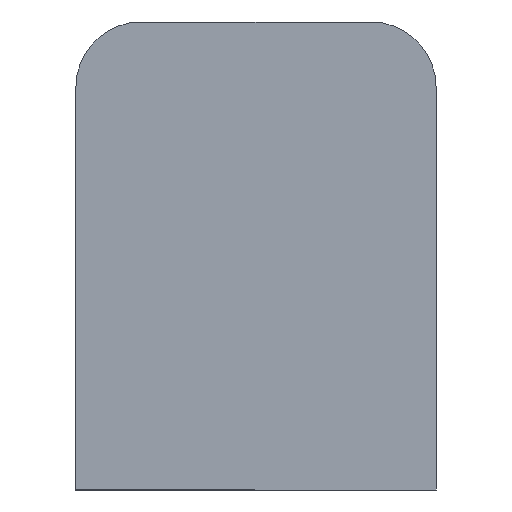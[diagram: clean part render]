
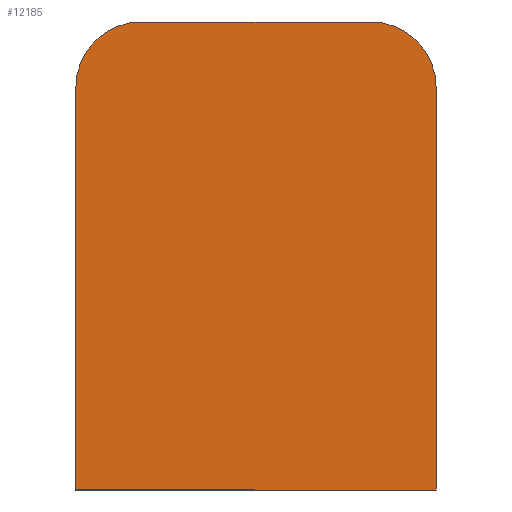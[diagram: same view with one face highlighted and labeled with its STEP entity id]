
A CAD part, front view. The second image highlights one B-rep face of the part: STEP entity #12185.
In plain terms, the highlighted planar face has unit normal (0, -1, 0).
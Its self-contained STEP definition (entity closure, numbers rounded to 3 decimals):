
#824=CIRCLE('',#13213,9.);
#827=CIRCLE('',#13219,9.);
#1508=FACE_OUTER_BOUND('',#2231,.T.);
#2231=EDGE_LOOP('',(#9888,#9889,#9890,#9891,#9892,#9893));
#3388=LINE('',#18312,#4586);
#3398=LINE('',#18339,#4596);
#3417=LINE('',#18379,#4615);
#3418=LINE('',#18381,#4616);
#4586=VECTOR('',#15446,10.);
#4596=VECTOR('',#15468,10.);
#4615=VECTOR('',#15503,10.);
#4616=VECTOR('',#15506,10.);
#5585=VERTEX_POINT('',#18302);
#5586=VERTEX_POINT('',#18304);
#5588=VERTEX_POINT('',#18310);
#5597=VERTEX_POINT('',#18332);
#5598=VERTEX_POINT('',#18333);
#5599=VERTEX_POINT('',#18338);
#7076=EDGE_CURVE('',#5585,#5586,#824,.T.);
#7080=EDGE_CURVE('',#5588,#5585,#3388,.T.);
#7090=EDGE_CURVE('',#5597,#5598,#827,.T.);
#7093=EDGE_CURVE('',#5598,#5599,#3398,.T.);
#7113=EDGE_CURVE('',#5597,#5586,#3417,.T.);
#7114=EDGE_CURVE('',#5588,#5599,#3418,.T.);
#9888=ORIENTED_EDGE('',*,*,#7076,.F.);
#9889=ORIENTED_EDGE('',*,*,#7080,.F.);
#9890=ORIENTED_EDGE('',*,*,#7114,.T.);
#9891=ORIENTED_EDGE('',*,*,#7093,.F.);
#9892=ORIENTED_EDGE('',*,*,#7090,.F.);
#9893=ORIENTED_EDGE('',*,*,#7113,.T.);
#11565=PLANE('',#13230);
#12185=ADVANCED_FACE('',(#1508),#11565,.F.);
#13213=AXIS2_PLACEMENT_3D('',#18305,#15439,#15440);
#13219=AXIS2_PLACEMENT_3D('',#18334,#15462,#15463);
#13230=AXIS2_PLACEMENT_3D('',#18382,#15507,#15508);
#15439=DIRECTION('center_axis',(0.,1.,0.));
#15440=DIRECTION('ref_axis',(-0.707,0.,0.707));
#15446=DIRECTION('',(0.,0.,1.));
#15462=DIRECTION('center_axis',(0.,1.,0.));
#15463=DIRECTION('ref_axis',(0.707,0.,0.707));
#15468=DIRECTION('',(0.,0.,-1.));
#15503=DIRECTION('',(-1.,0.,0.));
#15506=DIRECTION('',(1.,0.,0.));
#15507=DIRECTION('center_axis',(0.,1.,0.));
#15508=DIRECTION('ref_axis',(1.,0.,0.));
#18302=CARTESIAN_POINT('',(-67.,-35.,63.429));
#18304=CARTESIAN_POINT('',(-58.,-35.,72.429));
#18305=CARTESIAN_POINT('Origin',(-58.,-35.,63.429));
#18310=CARTESIAN_POINT('',(-67.,-35.,7.428));
#18312=CARTESIAN_POINT('',(-67.,-35.,70.125));
#18332=CARTESIAN_POINT('',(-26.,-35.,72.429));
#18333=CARTESIAN_POINT('',(-17.,-35.,63.429));
#18334=CARTESIAN_POINT('Origin',(-26.,-35.,63.429));
#18338=CARTESIAN_POINT('',(-17.,-35.,7.428));
#18339=CARTESIAN_POINT('',(-17.,-35.,56.485));
#18379=CARTESIAN_POINT('',(-66.572,-35.,72.429));
#18381=CARTESIAN_POINT('',(-17.428,-35.,7.428));
#18382=CARTESIAN_POINT('Origin',(-50.,-35.,52.75));
